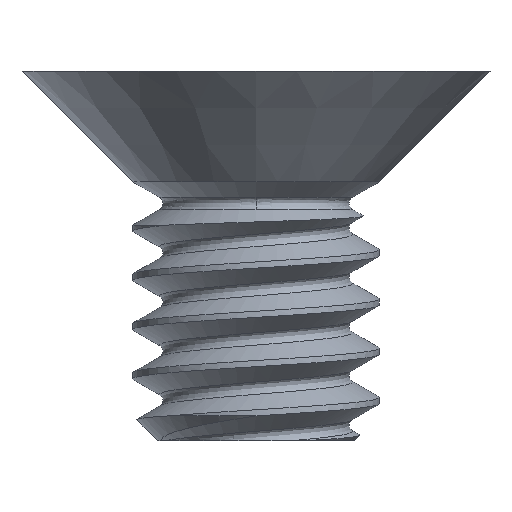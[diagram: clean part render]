
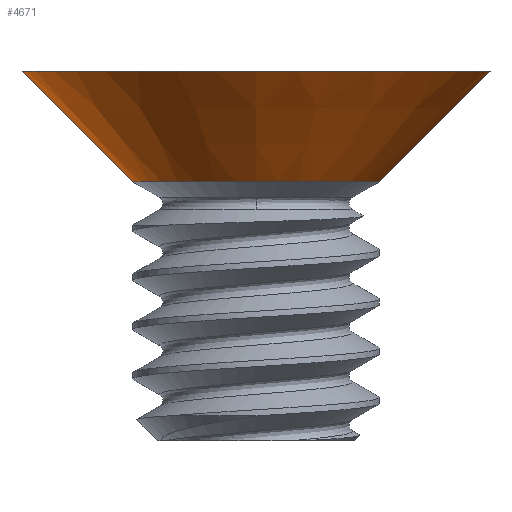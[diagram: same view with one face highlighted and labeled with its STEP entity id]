
A CAD part, front view. The second image highlights one B-rep face of the part: STEP entity #4671.
In plain terms, the highlighted conical face has half-angle 45 degrees and reference radius 1.9 mm.
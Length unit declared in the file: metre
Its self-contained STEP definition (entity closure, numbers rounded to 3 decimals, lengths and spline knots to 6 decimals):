
#138 = ORIENTED_EDGE ( 'NONE', *, *, #416, .T. ) ;
#301 = CARTESIAN_POINT ( 'NONE',  ( 0.0019, 0., 0. ) ) ;
#340 = DIRECTION ( 'NONE',  ( 0.707, 0., 0.707 ) ) ;
#408 = DIRECTION ( 'NONE',  ( 0., -1., 0. ) ) ;
#416 = EDGE_CURVE ( 'NONE', #6548, #5217, #7053, .T. ) ;
#460 = CARTESIAN_POINT ( 'NONE',  ( -0.0019, 0., 0. ) ) ;
#695 = EDGE_CURVE ( 'NONE', #5176, #5217, #3035, .T. ) ;
#797 = CONICAL_SURFACE ( 'NONE', #4672, 0.0019, 0.785 ) ;
#906 = CARTESIAN_POINT ( 'NONE',  ( 0.001, 0., -0.0009 ) ) ;
#1051 = AXIS2_PLACEMENT_3D ( 'NONE', #8072, #4233, #408 ) ;
#1237 = CIRCLE ( 'NONE', #1051, 0.001 ) ;
#1606 = FACE_OUTER_BOUND ( 'NONE', #2622, .T. ) ;
#1686 = DIRECTION ( 'NONE',  ( 0., 0., 1. ) ) ;
#1721 = DIRECTION ( 'NONE',  ( 1., 0., 0. ) ) ;
#1993 = EDGE_CURVE ( 'NONE', #7810, #6548, #4730, .T. ) ;
#2573 = ORIENTED_EDGE ( 'NONE', *, *, #3868, .T. ) ;
#2622 = EDGE_LOOP ( 'NONE', ( #3730, #2573, #3586, #138 ) ) ;
#3035 = LINE ( 'NONE', #460, #8149 ) ;
#3044 = VECTOR ( 'NONE', #340, 1. ) ;
#3586 = ORIENTED_EDGE ( 'NONE', *, *, #1993, .T. ) ;
#3648 = DIRECTION ( 'NONE',  ( -0.707, 0., 0.707 ) ) ;
#3730 = ORIENTED_EDGE ( 'NONE', *, *, #695, .F. ) ;
#3741 = DIRECTION ( 'NONE',  ( 1., 0., 0. ) ) ;
#3868 = EDGE_CURVE ( 'NONE', #5176, #7810, #1237, .T. ) ;
#4233 = DIRECTION ( 'NONE',  ( 0., 0., 1. ) ) ;
#4375 = CARTESIAN_POINT ( 'NONE',  ( 0., 0., 0. ) ) ;
#4492 = AXIS2_PLACEMENT_3D ( 'NONE', #4375, #8214, #3741 ) ;
#4671 = ADVANCED_FACE ( 'NONE', ( #1606 ), #797, .T. ) ;
#4672 = AXIS2_PLACEMENT_3D ( 'NONE', #4873, #1686, #1721 ) ;
#4730 = LINE ( 'NONE', #6675, #3044 ) ;
#4873 = CARTESIAN_POINT ( 'NONE',  ( 0., 0., 0. ) ) ;
#5176 = VERTEX_POINT ( 'NONE', #5692 ) ;
#5217 = VERTEX_POINT ( 'NONE', #7591 ) ;
#5692 = CARTESIAN_POINT ( 'NONE',  ( -0.001, 0., -0.0009 ) ) ;
#6548 = VERTEX_POINT ( 'NONE', #301 ) ;
#6675 = CARTESIAN_POINT ( 'NONE',  ( 0.0019, 0., 0. ) ) ;
#7053 = CIRCLE ( 'NONE', #4492, 0.0019 ) ;
#7591 = CARTESIAN_POINT ( 'NONE',  ( -0.0019, 0., 0. ) ) ;
#7810 = VERTEX_POINT ( 'NONE', #906 ) ;
#8072 = CARTESIAN_POINT ( 'NONE',  ( 0., 0., -0.0009 ) ) ;
#8149 = VECTOR ( 'NONE', #3648, 1. ) ;
#8214 = DIRECTION ( 'NONE',  ( 0., 0., -1. ) ) ;
